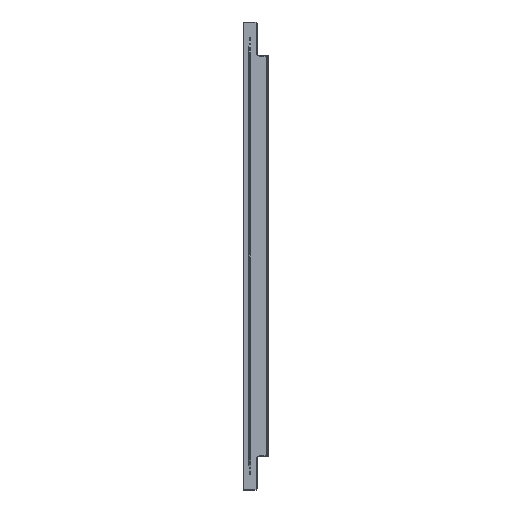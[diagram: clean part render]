
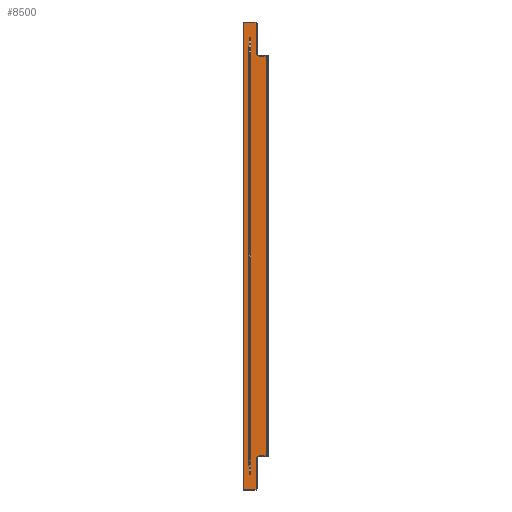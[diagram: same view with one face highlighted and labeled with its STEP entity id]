
A CAD part, front view. The second image highlights one B-rep face of the part: STEP entity #8500.
In plain terms, the highlighted planar face has unit normal (0, -1, 0).
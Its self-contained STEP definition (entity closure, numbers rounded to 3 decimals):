
#510=CARTESIAN_POINT('',(0.5,0.,448.5));
#520=VERTEX_POINT('',#510);
#3880=CARTESIAN_POINT('',(19.,0.,-245.5));
#3890=VERTEX_POINT('',#3880);
#3920=CARTESIAN_POINT('',(19.,0.,-244.5));
#3930=DIRECTION('',(0.,-1.,0.));
#3940=DIRECTION('',(-1.,0.,0.));
#3950=AXIS2_PLACEMENT_3D('',#3920,#3930,#3940);
#3960=CIRCLE('',#3950,1.);
#3970=CARTESIAN_POINT('',(20.,0.,-244.5));
#3980=VERTEX_POINT('',#3970);
#3990=EDGE_CURVE('',#3890,#3980,#3960,.T.);
#5210=CARTESIAN_POINT('',(20.,0.,447.5));
#5220=VERTEX_POINT('',#5210);
#5250=CARTESIAN_POINT('',(19.,0.,447.5));
#5260=DIRECTION('',(0.,1.,-0.));
#5270=DIRECTION('',(1.,-0.,0.));
#5280=AXIS2_PLACEMENT_3D('',#5250,#5260,#5270);
#5290=CIRCLE('',#5280,1.);
#5300=CARTESIAN_POINT('',(19.,0.,448.5));
#5310=VERTEX_POINT('',#5300);
#5320=EDGE_CURVE('',#5310,#5220,#5290,.T.);
#6010=CARTESIAN_POINT('',(24.5,0.,398.5));
#6020=VERTEX_POINT('',#6010);
#6050=CARTESIAN_POINT('',(24.5,0.,403.));
#6060=DIRECTION('',(0.,-1.,-0.));
#6070=DIRECTION('',(-1.,-0.,0.));
#6080=AXIS2_PLACEMENT_3D('',#6050,#6060,#6070);
#6090=CIRCLE('',#6080,4.5);
#6100=CARTESIAN_POINT('',(20.,0.,403.));
#6110=VERTEX_POINT('',#6100);
#6120=EDGE_CURVE('',#6110,#6020,#6090,.T.);
#6770=CARTESIAN_POINT('',(34.,0.,0.));
#6780=DIRECTION('',(0.,1.,0.));
#6790=DIRECTION('',(1.,0.,0.));
#6800=AXIS2_PLACEMENT_3D('',#6770,#6780,#6790);
#6810=PLANE('',#6800);
#6820=CARTESIAN_POINT('',(9.1,0.,1.));
#6830=DIRECTION('',(0.,0.,-1.));
#6840=VECTOR('',#6830,1.);
#6850=LINE('',#6820,#6840);
#6860=CARTESIAN_POINT('',(9.1,0.,-222.454));
#6870=VERTEX_POINT('',#6860);
#6880=CARTESIAN_POINT('',(9.1,0.,-223.2));
#6890=VERTEX_POINT('',#6880);
#6900=EDGE_CURVE('',#6870,#6890,#6850,.T.);
#6910=ORIENTED_EDGE('',*,*,#6900,.F.);
#6920=CARTESIAN_POINT('',(0.,0.,-223.2));
#6930=DIRECTION('',(1.,0.,0.));
#6940=VECTOR('',#6930,1.);
#6950=LINE('',#6920,#6940);
#6960=CARTESIAN_POINT('',(10.9,0.,-223.2));
#6970=VERTEX_POINT('',#6960);
#6980=EDGE_CURVE('',#6890,#6970,#6950,.T.);
#6990=ORIENTED_EDGE('',*,*,#6980,.F.);
#7000=CARTESIAN_POINT('',(10.9,0.,1.));
#7010=DIRECTION('',(0.,0.,1.));
#7020=VECTOR('',#7010,1.);
#7030=LINE('',#7000,#7020);
#7040=CARTESIAN_POINT('',(10.9,0.,-222.454))
;
#7050=VERTEX_POINT('',#7040);
#7060=EDGE_CURVE('',#6970,#7050,#7030,.T.);
#7070=ORIENTED_EDGE('',*,*,#7060,.F.);
#7080=CARTESIAN_POINT('',(0.,0.,-222.454));
#7090=DIRECTION('',(1.,0.,0.));
#7100=VECTOR('',#7090,1.);
#7110=LINE('',#7080,#7100);
#7120=CARTESIAN_POINT('',(11.,0.,
-222.454));
#7130=VERTEX_POINT('',#7120);
#7140=EDGE_CURVE('',#7050,#7130,#7110,.T.);
#7150=ORIENTED_EDGE('',*,*,#7140,.F.);
#7160=CARTESIAN_POINT('',(11.,0.,0.));
#7170=DIRECTION('',(0.,0.,-1.));
#7180=VECTOR('',#7170,1.);
#7190=LINE('',#7160,#7180);
#7200=CARTESIAN_POINT('',(11.,0.,425.454));
#7210=VERTEX_POINT('',#7200);
#7220=EDGE_CURVE('',#7210,#7130,#7190,.T.);
#7230=ORIENTED_EDGE('',*,*,#7220,.T.);
#7240=CARTESIAN_POINT('',(0.,0.,425.454));
#7250=DIRECTION('',(-1.,0.,0.));
#7260=VECTOR('',#7250,1.);
#7270=LINE('',#7240,#7260);
#7280=CARTESIAN_POINT('',(10.9,0.,425.454));
#7290=VERTEX_POINT('',#7280);
#7300=EDGE_CURVE('',#7210,#7290,#7270,.T.);
#7310=ORIENTED_EDGE('',*,*,#7300,.F.);
#7320=CARTESIAN_POINT('',(10.9,0.,449.));
#7330=DIRECTION('',(0.,0.,1.));
#7340=VECTOR('',#7330,1.);
#7350=LINE('',#7320,#7340);
#7360=CARTESIAN_POINT('',(10.9,0.,426.2));
#7370=VERTEX_POINT('',#7360);
#7380=EDGE_CURVE('',#7290,#7370,#7350,.T.);
#7390=ORIENTED_EDGE('',*,*,#7380,.F.);
#7400=CARTESIAN_POINT('',(0.,0.,426.2));
#7410=DIRECTION('',(1.,0.,0.));
#7420=VECTOR('',#7410,1.);
#7430=LINE('',#7400,#7420);
#7440=CARTESIAN_POINT('',(9.1,0.,426.2));
#7450=VERTEX_POINT('',#7440);
#7460=EDGE_CURVE('',#7450,#7370,#7430,.T.);
#7470=ORIENTED_EDGE('',*,*,#7460,.T.);
#7480=CARTESIAN_POINT('',(9.1,0.,449.));
#7490=DIRECTION('',(0.,0.,-1.));
#7500=VECTOR('',#7490,1.);
#7510=LINE('',#7480,#7500);
#7520=CARTESIAN_POINT('',(9.1,0.,425.454));
#7530=VERTEX_POINT('',#7520);
#7540=EDGE_CURVE('',#7450,#7530,#7510,.T.);
#7550=ORIENTED_EDGE('',*,*,#7540,.F.);
#7560=CARTESIAN_POINT('',(0.,0.,425.454));
#7570=DIRECTION('',(-1.,0.,0.));
#7580=VECTOR('',#7570,1.);
#7590=LINE('',#7560,#7580);
#7600=CARTESIAN_POINT('',(9.,0.,
425.454));
#7610=VERTEX_POINT('',#7600);
#7620=EDGE_CURVE('',#7530,#7610,#7590,.T.);
#7630=ORIENTED_EDGE('',*,*,#7620,.F.);
#7640=CARTESIAN_POINT('',(9.,0.,0.));
#7650=DIRECTION('',(0.,0.,1.));
#7660=VECTOR('',#7650,1.);
#7670=LINE('',#7640,#7660);
#7680=CARTESIAN_POINT('',(9.,0.,
-222.454));
#7690=VERTEX_POINT('',#7680);
#7700=EDGE_CURVE('',#7690,#7610,#7670,.T.);
#7710=ORIENTED_EDGE('',*,*,#7700,.T.);
#7720=CARTESIAN_POINT('',(0.,0.,-222.454));
#7730=DIRECTION('',(1.,0.,0.));
#7740=VECTOR('',#7730,1.);
#7750=LINE('',#7720,#7740);
#7760=EDGE_CURVE('',#7690,#6870,#7750,.T.);
#7770=ORIENTED_EDGE('',*,*,#7760,.F.);
#7780=EDGE_LOOP('',(#7770,#7710,#7630,#7550,#7470,#7390,#7310,#7230,
#7150,#7070,#6990,#6910));
#7790=FACE_BOUND('',#7780,.T.);
#7800=ORIENTED_EDGE('',*,*,#5320,.F.);
#7810=CARTESIAN_POINT('',(20.,0.,0.));
#7820=DIRECTION('',(0.,-0.,1.));
#7830=VECTOR('',#7820,1.);
#7840=LINE('',#7810,#7830);
#7850=EDGE_CURVE('',#6110,#5220,#7840,.T.);
#7860=ORIENTED_EDGE('',*,*,#7850,.T.);
#7870=ORIENTED_EDGE('',*,*,#6120,.F.);
#7880=CARTESIAN_POINT('',(0.,0.,
398.5));
#7890=DIRECTION('',(-1.,0.,0.));
#7900=VECTOR('',#7890,1.);
#7910=LINE('',#7880,#7900);
#7920=CARTESIAN_POINT('',(34.,0.,398.5));
#7930=VERTEX_POINT('',#7920);
#7940=EDGE_CURVE('',#7930,#6020,#7910,.T.);
#7950=ORIENTED_EDGE('',*,*,#7940,.T.);
#7960=CARTESIAN_POINT('',(34.,0.,0.));
#7970=DIRECTION('',(0.,0.,-1.));
#7980=VECTOR('',#7970,1.);
#7990=LINE('',#7960,#7980);
#8000=CARTESIAN_POINT('',(34.,0.,-195.5));
#8010=VERTEX_POINT('',#8000);
#8020=EDGE_CURVE('',#7930,#8010,#7990,.T.);
#8030=ORIENTED_EDGE('',*,*,#8020,.F.);
#8040=CARTESIAN_POINT('',(0.,0.,
-195.5));
#8050=DIRECTION('',(1.,0.,0.));
#8060=VECTOR('',#8050,1.);
#8070=LINE('',#8040,#8060);
#8080=CARTESIAN_POINT('',(24.5,0.,-195.5));
#8090=VERTEX_POINT('',#8080);
#8100=EDGE_CURVE('',#8090,#8010,#8070,.T.);
#8110=ORIENTED_EDGE('',*,*,#8100,.T.);
#8120=CARTESIAN_POINT('',(24.5,0.,-200.));
#8130=DIRECTION('',(0.,-1.,0.));
#8140=DIRECTION('',(-1.,0.,0.));
#8150=AXIS2_PLACEMENT_3D('',#8120,#8130,#8140);
#8160=CIRCLE('',#8150,4.5);
#8170=CARTESIAN_POINT('',(20.,0.,-200.));
#8180=VERTEX_POINT('',#8170);
#8190=EDGE_CURVE('',#8090,#8180,#8160,.T.);
#8200=ORIENTED_EDGE('',*,*,#8190,.F.);
#8210=CARTESIAN_POINT('',(20.,0.,0.));
#8220=DIRECTION('',(0.,0.,1.));
#8230=VECTOR('',#8220,1.);
#8240=LINE('',#8210,#8230);
#8250=EDGE_CURVE('',#3980,#8180,#8240,.T.);
#8260=ORIENTED_EDGE('',*,*,#8250,.T.);
#8270=ORIENTED_EDGE('',*,*,#3990,.T.);
#8280=CARTESIAN_POINT('',(0.,0.,
-245.5));
#8290=DIRECTION('',(1.,0.,0.));
#8300=VECTOR('',#8290,1.);
#8310=LINE('',#8280,#8300);
#8320=CARTESIAN_POINT('',(0.5,0.,-245.5));
#8330=VERTEX_POINT('',#8320);
#8340=EDGE_CURVE('',#8330,#3890,#8310,.T.);
#8350=ORIENTED_EDGE('',*,*,#8340,.T.);
#8360=CARTESIAN_POINT('',(0.5,0.,0.));
#8370=DIRECTION('',(0.,-0.,1.));
#8380=VECTOR('',#8370,1.);
#8390=LINE('',#8360,#8380);
#8400=EDGE_CURVE('',#8330,#520,#8390,.T.);
#8410=ORIENTED_EDGE('',*,*,#8400,.F.);
#8420=CARTESIAN_POINT('',(0.,0.,
448.5));
#8430=DIRECTION('',(1.,0.,0.));
#8440=VECTOR('',#8430,1.);
#8450=LINE('',#8420,#8440);
#8460=EDGE_CURVE('',#520,#5310,#8450,.T.);
#8470=ORIENTED_EDGE('',*,*,#8460,.F.);
#8480=EDGE_LOOP('',(#8470,#8410,#8350,#8270,#8260,#8200,#8110,#8030,
#7950,#7870,#7860,#7800));
#8490=FACE_OUTER_BOUND('',#8480,.T.);
#8500=ADVANCED_FACE('',(#7790,#8490),#6810,.F.);
